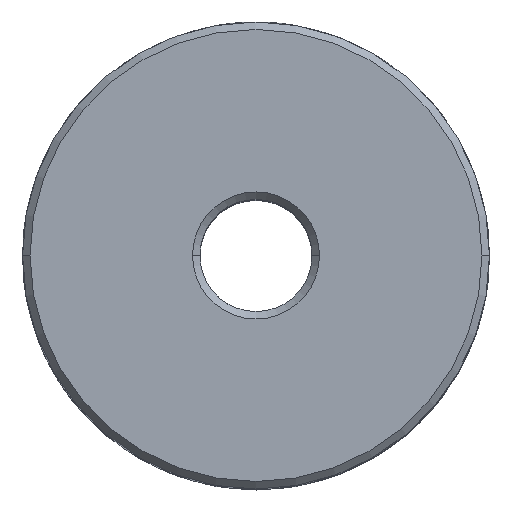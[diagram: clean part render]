
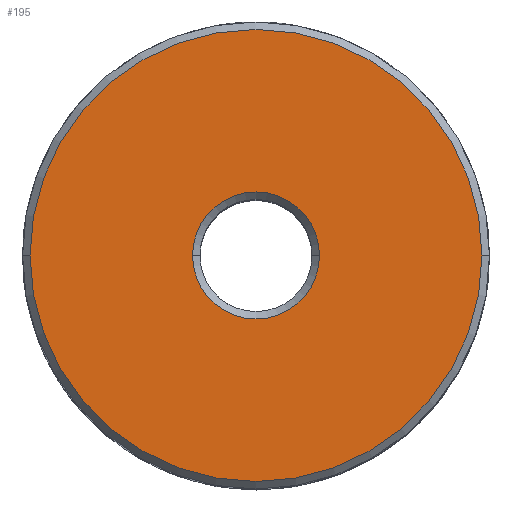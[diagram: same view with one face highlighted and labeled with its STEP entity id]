
A CAD part, top view. The second image highlights one B-rep face of the part: STEP entity #195.
In plain terms, the highlighted planar face has unit normal (0, 0, 1).
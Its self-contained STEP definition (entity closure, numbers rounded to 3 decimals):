
#195=ADVANCED_FACE('',(#508,#509),#510,.F.);
#508=FACE_OUTER_BOUND('',#11470,.T.);
#509=FACE_BOUND('',#11471,.T.);
#510=PLANE('',#11472);
#11470=EDGE_LOOP('',(#12632,#12633));
#11471=EDGE_LOOP('',(#12634,#12635));
#11472=AXIS2_PLACEMENT_3D('',#12636,#12637,#12638);
#12632=ORIENTED_EDGE('',*,*,#12912,.F.);
#12633=ORIENTED_EDGE('',*,*,#12862,.F.);
#12634=ORIENTED_EDGE('',*,*,#12915,.F.);
#12635=ORIENTED_EDGE('',*,*,#12847,.F.);
#12636=CARTESIAN_POINT('',(0.0,0.0,32.0));
#12637=DIRECTION('',(0.0,0.0,-1.0));
#12638=DIRECTION('',(-1.0,0.0,0.0));
#12847=EDGE_CURVE('',#13379,#13382,#13383,.T.);
#12862=EDGE_CURVE('',#13405,#13407,#13408,.T.);
#12912=EDGE_CURVE('',#13407,#13405,#13490,.T.);
#12915=EDGE_CURVE('',#13382,#13379,#13493,.T.);
#13379=VERTEX_POINT('',#19533);
#13382=VERTEX_POINT('',#19537);
#13383=CIRCLE('',#19538,3.4);
#13405=VERTEX_POINT('',#19666);
#13407=VERTEX_POINT('',#19669);
#13408=CIRCLE('',#19670,12.1);
#13490=CIRCLE('',#24810,12.1);
#13493=CIRCLE('',#24813,3.4);
#19533=CARTESIAN_POINT('',(-3.4,0.,32.0));
#19537=CARTESIAN_POINT('',(3.4,0.,32.0));
#19538=AXIS2_PLACEMENT_3D('',#25645,#25646,#25647);
#19666=CARTESIAN_POINT('',(-12.1,0.,32.0));
#19669=CARTESIAN_POINT('',(12.1,0.,32.0));
#19670=AXIS2_PLACEMENT_3D('',#25668,#25669,#25670);
#24810=AXIS2_PLACEMENT_3D('',#25710,#25711,#25712);
#24813=AXIS2_PLACEMENT_3D('',#25719,#25720,#25721);
#25645=CARTESIAN_POINT('',(0.0,0.0,32.0));
#25646=DIRECTION('',(0.0,0.0,1.0));
#25647=DIRECTION('',(-1.0,0.0,0.0));
#25668=CARTESIAN_POINT('',(0.0,0.0,32.0));
#25669=DIRECTION('',(0.0,0.0,-1.0));
#25670=DIRECTION('',(-1.0,0.0,0.0));
#25710=CARTESIAN_POINT('',(0.0,0.0,32.0));
#25711=DIRECTION('',(0.0,0.0,-1.0));
#25712=DIRECTION('',(-1.0,0.0,0.0));
#25719=CARTESIAN_POINT('',(0.0,0.0,32.0));
#25720=DIRECTION('',(0.0,0.0,1.0));
#25721=DIRECTION('',(-1.0,0.0,0.0));
